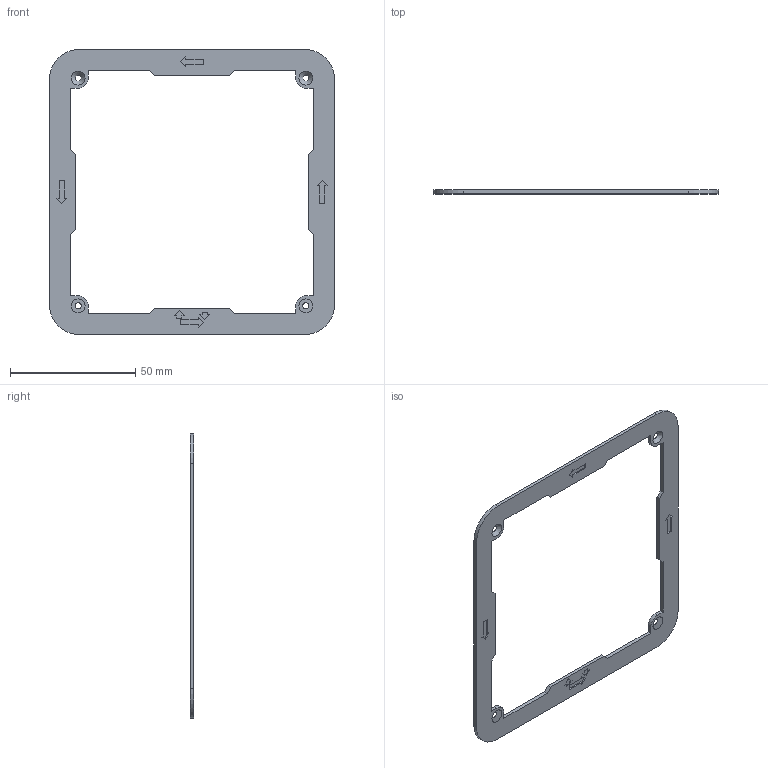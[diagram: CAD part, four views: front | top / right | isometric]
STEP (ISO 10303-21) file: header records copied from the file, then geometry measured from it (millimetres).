
FILE_DESCRIPTION(/* description */ (''),/* implementation_level */ '2;1');
FILE_NAME(/* name */ 'Helmholtz_Small_Cover.step',/* time_stamp */ '2025-04-11T09:40:51+01:00',/* author */ (''),/* organization */ (''),/* preprocessor_version */ 'ST-DEVELOPER v20.1',/* originating_system */ 'Autodesk Translation Framework v14.4.0.0',/* authorisation */ '');
FILE_SCHEMA (('AUTOMOTIVE_DESIGN { 1 0 10303 214 3 1 1 }'));
Length unit declared in the file: millimetre
Products named in the file (1): Cover
Bounding box: 114 x 1.5 x 114 mm (x, y, z)
Volume: 5731.5 mm3; surface area: 9089 mm2
Topology: 1 solids, 1 shells, 94 faces, 258 edges, 172 vertices
Faces by surface type: plane 82, cylinder 8, cone 4
Entity records: 3006 total; most frequent: CARTESIAN_POINT 525, ORIENTED_EDGE 516, DIRECTION 472, EDGE_CURVE 258, LINE 234, VECTOR 234, VERTEX_POINT 172, AXIS2_PLACEMENT_3D 119
